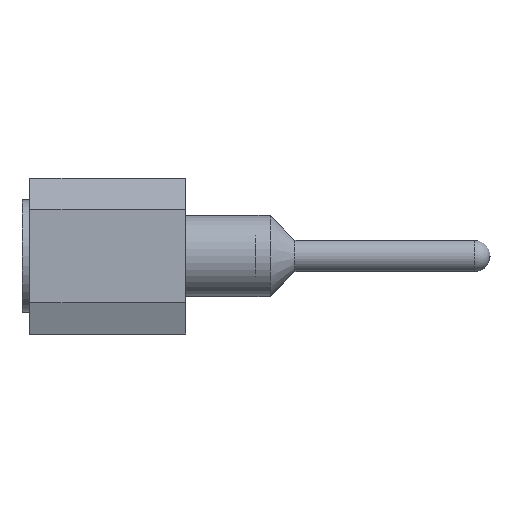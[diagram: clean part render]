
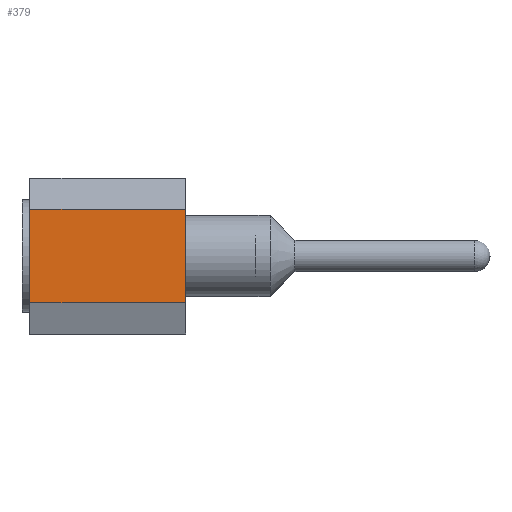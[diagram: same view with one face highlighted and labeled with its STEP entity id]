
A CAD part, left-side view. The second image highlights one B-rep face of the part: STEP entity #379.
In plain terms, the highlighted planar face has unit normal (-1, 0, 0).
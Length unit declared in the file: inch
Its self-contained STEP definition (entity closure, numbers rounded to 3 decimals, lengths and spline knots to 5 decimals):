
#379 = ADVANCED_FACE( '', ( #569 ), #570, .F. );
#569 = FACE_OUTER_BOUND( '', #1040, .T. );
#570 = PLANE( '', #1041 );
#1040 = EDGE_LOOP( '', ( #1540, #1541, #1542, #1543 ) );
#1041 = AXIS2_PLACEMENT_3D( '', #1544, #1545, #1546 );
#1540 = ORIENTED_EDGE( '', *, *, #2902, .T. );
#1541 = ORIENTED_EDGE( '', *, *, #2903, .T. );
#1542 = ORIENTED_EDGE( '', *, *, #2904, .F. );
#1543 = ORIENTED_EDGE( '', *, *, #2905, .F. );
#1544 = CARTESIAN_POINT( '', ( 0., 0.07, -0.05 ) );
#1545 = DIRECTION( '', ( 1., 0., 0. ) );
#1546 = DIRECTION( '', ( 0., 0., -1. ) );
#2902 = EDGE_CURVE( '', #3341, #3342, #3343, .T. );
#2903 = EDGE_CURVE( '', #3342, #3344, #3345, .T. );
#2904 = EDGE_CURVE( '', #3346, #3344, #3347, .T. );
#2905 = EDGE_CURVE( '', #3341, #3346, #3348, .T. );
#3341 = VERTEX_POINT( '', #4087 );
#3342 = VERTEX_POINT( '', #4088 );
#3343 = LINE( '', #4089, #4090 );
#3344 = VERTEX_POINT( '', #4091 );
#3345 = LINE( '', #4092, #4093 );
#3346 = VERTEX_POINT( '', #4094 );
#3347 = LINE( '', #4095, #4096 );
#3348 = LINE( '', #4097, #4098 );
#4087 = CARTESIAN_POINT( '', ( 0., 0.1, -0.03 ) );
#4088 = CARTESIAN_POINT( '', ( 0., 0., -0.03 ) );
#4089 = CARTESIAN_POINT( '', ( 0., 0.1, -0.03 ) );
#4090 = VECTOR( '', #5099, 39.37008 );
#4091 = CARTESIAN_POINT( '', ( 0., 0., 0.03 ) );
#4092 = CARTESIAN_POINT( '', ( 0., 0., -0.05 ) );
#4093 = VECTOR( '', #5100, 39.37008 );
#4094 = CARTESIAN_POINT( '', ( 0., 0.1, 0.03 ) );
#4095 = CARTESIAN_POINT( '', ( 0., 0.1, 0.03 ) );
#4096 = VECTOR( '', #5101, 39.37008 );
#4097 = CARTESIAN_POINT( '', ( 0., 0.1, -0.05 ) );
#4098 = VECTOR( '', #5102, 39.37008 );
#5099 = DIRECTION( '', ( 0., -1., 0. ) );
#5100 = DIRECTION( '', ( 0., 0., 1. ) );
#5101 = DIRECTION( '', ( 0., -1., 0. ) );
#5102 = DIRECTION( '', ( 0., 0., 1. ) );
